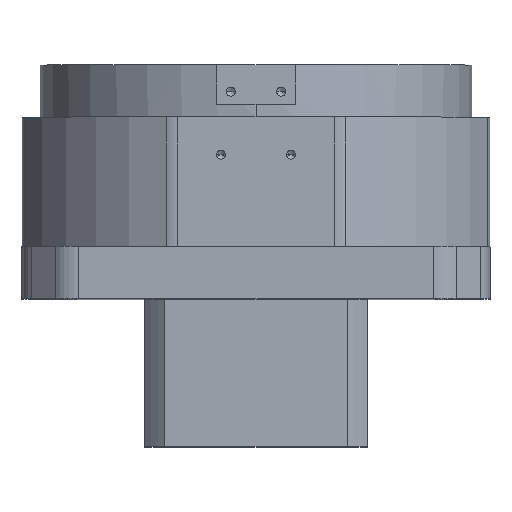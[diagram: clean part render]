
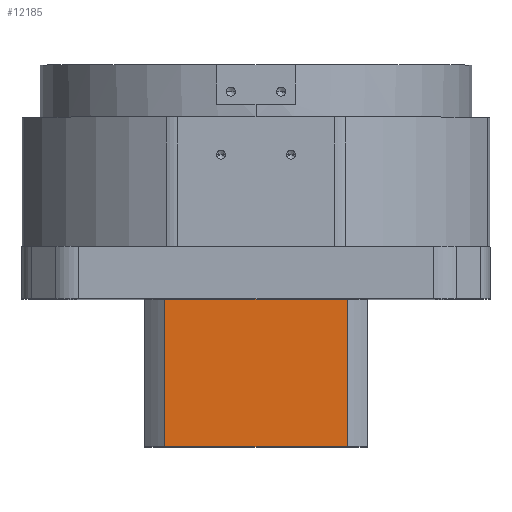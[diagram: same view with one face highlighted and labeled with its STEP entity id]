
A CAD part, top view. The second image highlights one B-rep face of the part: STEP entity #12185.
In plain terms, the highlighted planar face has unit normal (0, 0, 1).
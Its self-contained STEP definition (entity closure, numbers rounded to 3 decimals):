
#23 = CARTESIAN_POINT ( 'NONE',  ( 25.278, -41., -33. ) ) ;
#348 = AXIS2_PLACEMENT_3D ( 'NONE', #7233, #1003, #8252 ) ;
#500 = CARTESIAN_POINT ( 'NONE',  ( 25.278, -41., -33. ) ) ;
#1003 = DIRECTION ( 'NONE',  ( 0., 0., 1. ) ) ;
#1042 = CARTESIAN_POINT ( 'NONE',  ( -25.278, -41., -33. ) ) ;
#1871 = VECTOR ( 'NONE', #7661, 1000. ) ;
#2159 = VECTOR ( 'NONE', #8273, 1000. ) ;
#2216 = VERTEX_POINT ( 'NONE', #500 ) ;
#3432 = LINE ( 'NONE', #4220, #6200 ) ;
#3528 = VECTOR ( 'NONE', #3955, 1000. ) ;
#3667 = EDGE_CURVE ( 'NONE', #12378, #13245, #3432, .T. ) ;
#3674 = EDGE_LOOP ( 'NONE', ( #13116, #10651, #9847, #10024 ) ) ;
#3955 = DIRECTION ( 'NONE',  ( 1., 0., 0. ) ) ;
#4220 = CARTESIAN_POINT ( 'NONE',  ( 0., 0., -33. ) ) ;
#4274 = CARTESIAN_POINT ( 'NONE',  ( -25.278, 0., -33. ) ) ;
#4828 = CARTESIAN_POINT ( 'NONE',  ( 25.278, 0., -33. ) ) ;
#6200 = VECTOR ( 'NONE', #10460, 1000. ) ;
#7104 = CARTESIAN_POINT ( 'NONE',  ( 0., -41., -33. ) ) ;
#7233 = CARTESIAN_POINT ( 'NONE',  ( 0., -41., -33. ) ) ;
#7390 = VERTEX_POINT ( 'NONE', #1042 ) ;
#7661 = DIRECTION ( 'NONE',  ( 0., 1., 0. ) ) ;
#7708 = CARTESIAN_POINT ( 'NONE',  ( -25.278, -41., -33. ) ) ;
#8252 = DIRECTION ( 'NONE',  ( 1., 0., 0. ) ) ;
#8256 = FACE_OUTER_BOUND ( 'NONE', #3674, .T. ) ;
#8273 = DIRECTION ( 'NONE',  ( 0., 1., 0. ) ) ;
#8565 = EDGE_CURVE ( 'NONE', #7390, #2216, #11837, .T. ) ;
#9456 = EDGE_CURVE ( 'NONE', #7390, #12378, #9840, .T. ) ;
#9840 = LINE ( 'NONE', #7708, #1871 ) ;
#9847 = ORIENTED_EDGE ( 'NONE', *, *, #8565, .T. ) ;
#10024 = ORIENTED_EDGE ( 'NONE', *, *, #11653, .T. ) ;
#10104 = LINE ( 'NONE', #23, #2159 ) ;
#10460 = DIRECTION ( 'NONE',  ( 1., 0., 0. ) ) ;
#10651 = ORIENTED_EDGE ( 'NONE', *, *, #9456, .F. ) ;
#11653 = EDGE_CURVE ( 'NONE', #2216, #13245, #10104, .T. ) ;
#11837 = LINE ( 'NONE', #7104, #3528 ) ;
#12185 = ADVANCED_FACE ( 'NONE', ( #8256 ), #12386, .T. ) ;
#12378 = VERTEX_POINT ( 'NONE', #4274 ) ;
#12386 = PLANE ( 'NONE',  #348 ) ;
#13116 = ORIENTED_EDGE ( 'NONE', *, *, #3667, .F. ) ;
#13245 = VERTEX_POINT ( 'NONE', #4828 ) ;
